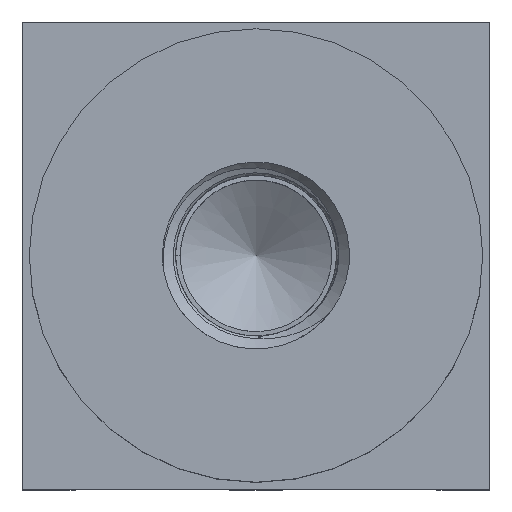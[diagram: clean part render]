
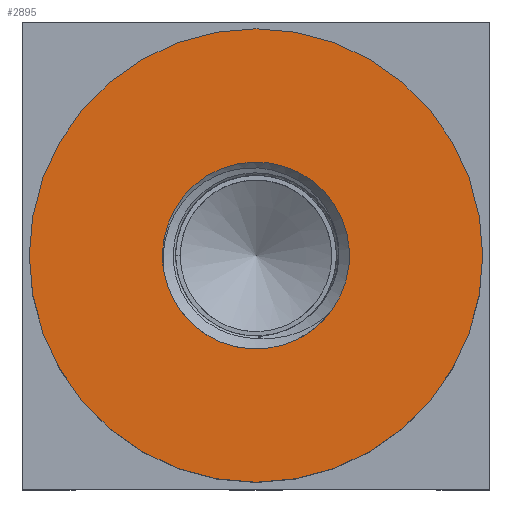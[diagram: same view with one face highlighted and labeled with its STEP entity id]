
A CAD part, top view. The second image highlights one B-rep face of the part: STEP entity #2895.
In plain terms, the highlighted planar face has unit normal (0, 0, 1).
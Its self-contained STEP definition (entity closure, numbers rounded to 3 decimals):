
#167=PLANE('',#3067);
#183=CIRCLE('',#2917,2.);
#186=CIRCLE('',#3068,4.85);
#187=CIRCLE('',#3069,2.);
#881=ORIENTED_EDGE('',*,*,#1381,.F.);
#882=ORIENTED_EDGE('',*,*,#997,.T.);
#883=ORIENTED_EDGE('',*,*,#1382,.T.);
#997=EDGE_CURVE('',#1393,#1391,#183,.T.);
#1381=EDGE_CURVE('',#1635,#1635,#186,.T.);
#1382=EDGE_CURVE('',#1391,#1393,#187,.T.);
#1391=VERTEX_POINT('',#4363);
#1393=VERTEX_POINT('',#4465);
#1635=VERTEX_POINT('',#5966);
#2549=EDGE_LOOP('',(#881));
#2550=EDGE_LOOP('',(#882,#883));
#2722=FACE_BOUND('',#2549,.T.);
#2723=FACE_BOUND('',#2550,.T.);
#2895=ADVANCED_FACE('',(#2722,#2723),#167,.F.);
#2917=AXIS2_PLACEMENT_3D('',#4464,#3087,#3088);
#3067=AXIS2_PLACEMENT_3D('',#5964,#3763,#3764);
#3068=AXIS2_PLACEMENT_3D('',#5965,#3765,#3766);
#3069=AXIS2_PLACEMENT_3D('',#5967,#3767,#3768);
#3087=DIRECTION('',(0.,0.,-1.));
#3088=DIRECTION('',(1.,0.,0.));
#3763=DIRECTION('',(0.,0.,-1.));
#3764=DIRECTION('',(-1.,0.,0.));
#3765=DIRECTION('',(0.,0.,-1.));
#3766=DIRECTION('',(1.,0.,0.));
#3767=DIRECTION('',(0.,0.,-1.));
#3768=DIRECTION('',(1.,0.,0.));
#4363=CARTESIAN_POINT('',(-1.966,-0.365,6.5));
#4464=CARTESIAN_POINT('',(0.,0.,6.5));
#4465=CARTESIAN_POINT('',(1.629,-1.16,6.5));
#5964=CARTESIAN_POINT('',(0.,0.,6.5));
#5965=CARTESIAN_POINT('',(0.,0.,6.5));
#5966=CARTESIAN_POINT('',(4.85,0.,6.5));
#5967=CARTESIAN_POINT('',(0.,0.,6.5));
